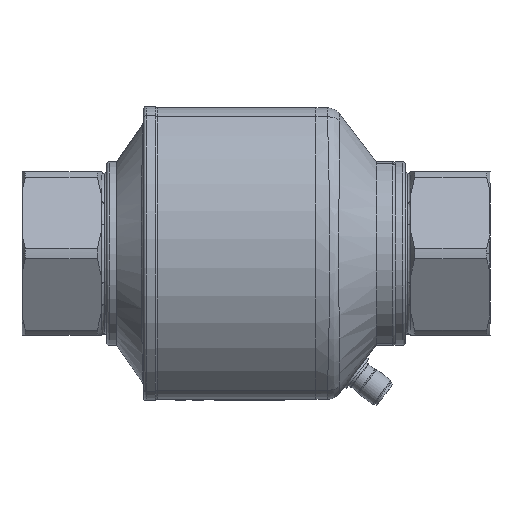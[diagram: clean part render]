
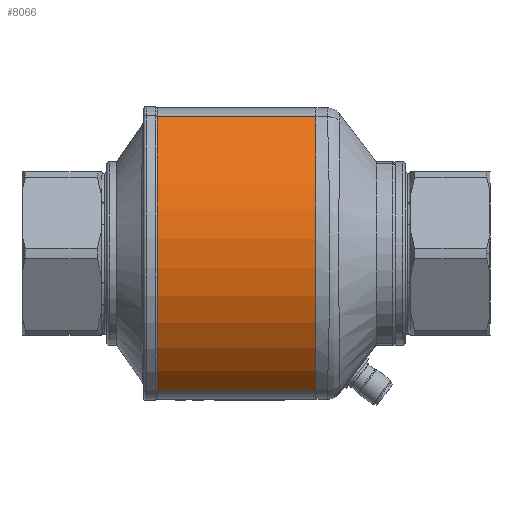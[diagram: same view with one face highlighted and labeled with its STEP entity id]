
A CAD part, front view. The second image highlights one B-rep face of the part: STEP entity #8066.
In plain terms, the highlighted cylindrical face has radius 70 mm (diameter 140 mm), a partial arc.
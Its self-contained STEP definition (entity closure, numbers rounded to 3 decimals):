
#422 = ORIENTED_EDGE ( 'NONE', *, *, #10354, .T. ) ;
#432 = EDGE_LOOP ( 'NONE', ( #422, #5438, #727, #3231 ) ) ;
#727 = ORIENTED_EDGE ( 'NONE', *, *, #11149, .F. ) ;
#1314 = DIRECTION ( 'NONE',  ( 0., 0., 1. ) ) ;
#1528 = LINE ( 'NONE', #7029, #8474 ) ;
#1693 = CARTESIAN_POINT ( 'NONE',  ( -31.194, 19., 0. ) ) ;
#2576 = VERTEX_POINT ( 'NONE', #5967 ) ;
#2599 = AXIS2_PLACEMENT_3D ( 'NONE', #5491, #12096, #6440 ) ;
#2638 = DIRECTION ( 'NONE',  ( 0., 0., 1. ) ) ;
#2904 = FACE_OUTER_BOUND ( 'NONE', #432, .T. ) ;
#3054 = DIRECTION ( 'NONE',  ( -1., 0., 0. ) ) ;
#3231 = ORIENTED_EDGE ( 'NONE', *, *, #11520, .F. ) ;
#3825 = VERTEX_POINT ( 'NONE', #10196 ) ;
#4033 = LINE ( 'NONE', #11552, #6237 ) ;
#4187 = DIRECTION ( 'NONE',  ( -1., 0., 0. ) ) ;
#4510 = VERTEX_POINT ( 'NONE', #9574 ) ;
#5438 = ORIENTED_EDGE ( 'NONE', *, *, #10538, .T. ) ;
#5491 = CARTESIAN_POINT ( 'NONE',  ( 32., 19., 0. ) ) ;
#5967 = CARTESIAN_POINT ( 'NONE',  ( -31.194, -24.998, 54.444 ) ) ;
#6237 = VECTOR ( 'NONE', #3054, 1000. ) ;
#6440 = DIRECTION ( 'NONE',  ( 0., 0., -1. ) ) ;
#6469 = AXIS2_PLACEMENT_3D ( 'NONE', #11689, #7889, #1314 ) ;
#6962 = CIRCLE ( 'NONE', #2599, 70. ) ;
#7029 = CARTESIAN_POINT ( 'NONE',  ( 32., -24.998, -54.444 ) ) ;
#7605 = CYLINDRICAL_SURFACE ( 'NONE', #6469, 70. ) ;
#7885 = VERTEX_POINT ( 'NONE', #9562 ) ;
#7889 = DIRECTION ( 'NONE',  ( -1., 0., 0. ) ) ;
#8066 = ADVANCED_FACE ( 'NONE', ( #2904 ), #7605, .T. ) ;
#8291 = DIRECTION ( 'NONE',  ( 1., 0., 0. ) ) ;
#8474 = VECTOR ( 'NONE', #4187, 1000. ) ;
#9562 = CARTESIAN_POINT ( 'NONE',  ( 32., -24.998, 54.444 ) ) ;
#9574 = CARTESIAN_POINT ( 'NONE',  ( -31.194, -24.998, -54.444 ) ) ;
#9625 = AXIS2_PLACEMENT_3D ( 'NONE', #1693, #8291, #2638 ) ;
#10196 = CARTESIAN_POINT ( 'NONE',  ( 32., -24.998, -54.444 ) ) ;
#10354 = EDGE_CURVE ( 'NONE', #7885, #2576, #4033, .T. ) ;
#10405 = CIRCLE ( 'NONE', #9625, 70. ) ;
#10538 = EDGE_CURVE ( 'NONE', #2576, #4510, #10405, .T. ) ;
#11149 = EDGE_CURVE ( 'NONE', #3825, #4510, #1528, .T. ) ;
#11520 = EDGE_CURVE ( 'NONE', #7885, #3825, #6962, .T. ) ;
#11552 = CARTESIAN_POINT ( 'NONE',  ( 32., -24.998, 54.444 ) ) ;
#11689 = CARTESIAN_POINT ( 'NONE',  ( 32., 19., 0. ) ) ;
#12096 = DIRECTION ( 'NONE',  ( 1., 0., 0. ) ) ;
